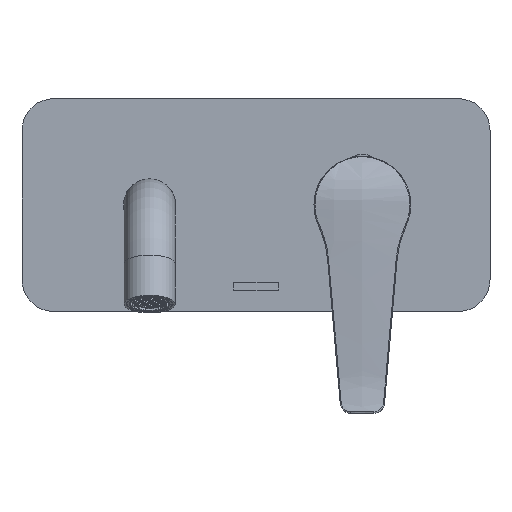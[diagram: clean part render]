
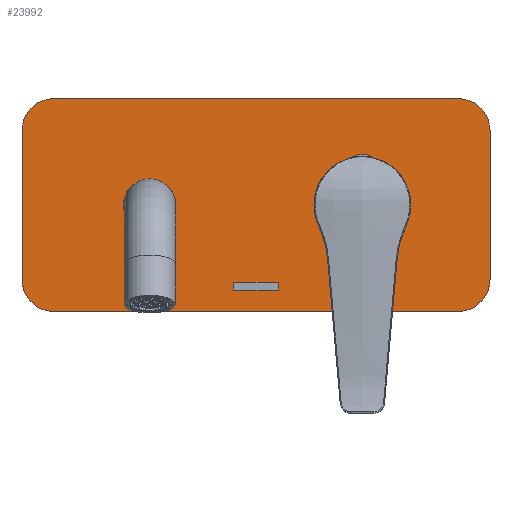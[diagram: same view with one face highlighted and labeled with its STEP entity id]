
A CAD part, top view. The second image highlights one B-rep face of the part: STEP entity #23992.
In plain terms, the highlighted planar face has unit normal (0, 0, 1).
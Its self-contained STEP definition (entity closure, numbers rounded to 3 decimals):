
#32 = VECTOR ( 'NONE', #9479, 1000. ) ;
#318 = CIRCLE ( 'NONE', #21881, 15. ) ;
#450 = LINE ( 'NONE', #22929, #33396 ) ;
#461 = ORIENTED_EDGE ( 'NONE', *, *, #12014, .T. ) ;
#1292 = DIRECTION ( 'NONE',  ( 0., 0., -1. ) ) ;
#1673 = CARTESIAN_POINT ( 'NONE',  ( 45., 35., 52. ) ) ;
#1703 = CARTESIAN_POINT ( 'NONE',  ( -60.5, -36.4, 52. ) ) ;
#1799 = DIRECTION ( 'NONE',  ( 0., 0., 1. ) ) ;
#3272 = LINE ( 'NONE', #36262, #10615 ) ;
#3370 = VERTEX_POINT ( 'NONE', #8672 ) ;
#3527 = EDGE_LOOP ( 'NONE', ( #24299 ) ) ;
#3654 = EDGE_CURVE ( 'NONE', #3370, #4961, #450, .T. ) ;
#4051 = EDGE_CURVE ( 'NONE', #30811, #4961, #37017, .T. ) ;
#4211 = DIRECTION ( 'NONE',  ( -1., 0., 0. ) ) ;
#4417 = AXIS2_PLACEMENT_3D ( 'NONE', #17051, #36959, #13854 ) ;
#4961 = VERTEX_POINT ( 'NONE', #15434 ) ;
#5564 = CIRCLE ( 'NONE', #32565, 15. ) ;
#5976 = CARTESIAN_POINT ( 'NONE',  ( -145., 35., 52. ) ) ;
#6496 = DIRECTION ( 'NONE',  ( 1., 0., 0. ) ) ;
#6615 = EDGE_CURVE ( 'NONE', #8166, #26996, #318, .T. ) ;
#6754 = DIRECTION ( 'NONE',  ( 0., 0., -1. ) ) ;
#6872 = DIRECTION ( 'NONE',  ( -1., 0., 0. ) ) ;
#7640 = CARTESIAN_POINT ( 'NONE',  ( -21.25, 0., 52. ) ) ;
#8074 = PLANE ( 'NONE',  #28016 ) ;
#8166 = VERTEX_POINT ( 'NONE', #30265 ) ;
#8220 = ORIENTED_EDGE ( 'NONE', *, *, #3654, .F. ) ;
#8441 = EDGE_CURVE ( 'NONE', #28710, #12224, #33608, .T. ) ;
#8469 = CARTESIAN_POINT ( 'NONE',  ( -60.5, -40., 52. ) ) ;
#8532 = ORIENTED_EDGE ( 'NONE', *, *, #6615, .T. ) ;
#8672 = CARTESIAN_POINT ( 'NONE',  ( 60., 35., 52. ) ) ;
#8874 = VECTOR ( 'NONE', #20027, 1000. ) ;
#9160 = FACE_BOUND ( 'NONE', #14865, .T. ) ;
#9203 = CARTESIAN_POINT ( 'NONE',  ( -160., 35., 52. ) ) ;
#9312 = CIRCLE ( 'NONE', #32813, 21.25 ) ;
#9479 = DIRECTION ( 'NONE',  ( 0., 1., 0. ) ) ;
#9943 = VERTEX_POINT ( 'NONE', #7640 ) ;
#10011 = VECTOR ( 'NONE', #35122, 1000. ) ;
#10080 = FACE_BOUND ( 'NONE', #3527, .T. ) ;
#10615 = VECTOR ( 'NONE', #32964, 1000. ) ;
#10755 = DIRECTION ( 'NONE',  ( 0., 0., -1. ) ) ;
#11014 = EDGE_LOOP ( 'NONE', ( #8220, #17707, #32652, #8532, #27837, #23797, #36971, #28075 ) ) ;
#11231 = EDGE_CURVE ( 'NONE', #11763, #11763, #26999, .T. ) ;
#11763 = VERTEX_POINT ( 'NONE', #16111 ) ;
#11795 = VERTEX_POINT ( 'NONE', #35699 ) ;
#11982 = CARTESIAN_POINT ( 'NONE',  ( -60.5, 0., 52. ) ) ;
#12014 = EDGE_CURVE ( 'NONE', #12224, #25676, #31516, .T. ) ;
#12224 = VERTEX_POINT ( 'NONE', #8469 ) ;
#13280 = VERTEX_POINT ( 'NONE', #34597 ) ;
#13318 = DIRECTION ( 'NONE',  ( 0., 0., 1. ) ) ;
#13488 = VERTEX_POINT ( 'NONE', #17572 ) ;
#13854 = DIRECTION ( 'NONE',  ( -1., 0., 0. ) ) ;
#14157 = CARTESIAN_POINT ( 'NONE',  ( -39.5, -40., 52. ) ) ;
#14282 = CIRCLE ( 'NONE', #23976, 15. ) ;
#14396 = EDGE_CURVE ( 'NONE', #25676, #13488, #30466, .T. ) ;
#14707 = DIRECTION ( 'NONE',  ( -1., 0., 0. ) ) ;
#14865 = EDGE_LOOP ( 'NONE', ( #25364 ) ) ;
#14884 = CARTESIAN_POINT ( 'NONE',  ( -160., 50., 52. ) ) ;
#15257 = CARTESIAN_POINT ( 'NONE',  ( -160., -50., 52. ) ) ;
#15434 = CARTESIAN_POINT ( 'NONE',  ( 60., -35., 52. ) ) ;
#15882 = CARTESIAN_POINT ( 'NONE',  ( 0., 0., 52. ) ) ;
#15928 = ORIENTED_EDGE ( 'NONE', *, *, #8441, .T. ) ;
#16111 = CARTESIAN_POINT ( 'NONE',  ( -112.3, 0., 52. ) ) ;
#16399 = DIRECTION ( 'NONE',  ( -1., 0., 0. ) ) ;
#16907 = EDGE_CURVE ( 'NONE', #13488, #28710, #3272, .T. ) ;
#17051 = CARTESIAN_POINT ( 'NONE',  ( 45., -35., 52. ) ) ;
#17572 = CARTESIAN_POINT ( 'NONE',  ( -39.5, -36.4, 52. ) ) ;
#17707 = ORIENTED_EDGE ( 'NONE', *, *, #19215, .T. ) ;
#17823 = VECTOR ( 'NONE', #24400, 1000. ) ;
#18367 = EDGE_CURVE ( 'NONE', #9943, #9943, #9312, .T. ) ;
#18825 = CARTESIAN_POINT ( 'NONE',  ( -145., -35., 52. ) ) ;
#19215 = EDGE_CURVE ( 'NONE', #3370, #36677, #5564, .T. ) ;
#19263 = EDGE_CURVE ( 'NONE', #13280, #11795, #14282, .T. ) ;
#19654 = LINE ( 'NONE', #21585, #17823 ) ;
#19893 = DIRECTION ( 'NONE',  ( 0., -1., 0. ) ) ;
#20027 = DIRECTION ( 'NONE',  ( -1., 0., 0. ) ) ;
#20602 = DIRECTION ( 'NONE',  ( 1., 0., 0. ) ) ;
#21585 = CARTESIAN_POINT ( 'NONE',  ( 60., -50., 52. ) ) ;
#21881 = AXIS2_PLACEMENT_3D ( 'NONE', #5976, #32201, #14707 ) ;
#22230 = VECTOR ( 'NONE', #6496, 1000. ) ;
#22238 = DIRECTION ( 'NONE',  ( -1., 0., 0. ) ) ;
#22256 = ORIENTED_EDGE ( 'NONE', *, *, #14396, .T. ) ;
#22471 = VECTOR ( 'NONE', #20602, 1000. ) ;
#22641 = EDGE_LOOP ( 'NONE', ( #15928, #461, #22256, #35115 ) ) ;
#22929 = CARTESIAN_POINT ( 'NONE',  ( 60., 50., 52. ) ) ;
#23797 = ORIENTED_EDGE ( 'NONE', *, *, #19263, .T. ) ;
#23976 = AXIS2_PLACEMENT_3D ( 'NONE', #18825, #1799, #22238 ) ;
#23992 = ADVANCED_FACE ( 'NONE', ( #34989, #9160, #10080, #36357 ), #8074, .F. ) ;
#24299 = ORIENTED_EDGE ( 'NONE', *, *, #18367, .T. ) ;
#24400 = DIRECTION ( 'NONE',  ( -1., 0., 0. ) ) ;
#24767 = CARTESIAN_POINT ( 'NONE',  ( -100., 0., 52. ) ) ;
#25364 = ORIENTED_EDGE ( 'NONE', *, *, #11231, .T. ) ;
#25676 = VERTEX_POINT ( 'NONE', #1703 ) ;
#26587 = LINE ( 'NONE', #14884, #22471 ) ;
#26996 = VERTEX_POINT ( 'NONE', #9203 ) ;
#26999 = CIRCLE ( 'NONE', #35438, 12.3 ) ;
#27177 = EDGE_CURVE ( 'NONE', #30811, #11795, #19654, .T. ) ;
#27837 = ORIENTED_EDGE ( 'NONE', *, *, #31870, .F. ) ;
#28016 = AXIS2_PLACEMENT_3D ( 'NONE', #15882, #1292, #4211 ) ;
#28075 = ORIENTED_EDGE ( 'NONE', *, *, #4051, .T. ) ;
#28710 = VERTEX_POINT ( 'NONE', #14157 ) ;
#30265 = CARTESIAN_POINT ( 'NONE',  ( -145., 50., 52. ) ) ;
#30466 = LINE ( 'NONE', #33092, #22230 ) ;
#30690 = CARTESIAN_POINT ( 'NONE',  ( 45., -50., 52. ) ) ;
#30811 = VERTEX_POINT ( 'NONE', #30690 ) ;
#31080 = DIRECTION ( 'NONE',  ( -1., 0., 0. ) ) ;
#31516 = LINE ( 'NONE', #11982, #10011 ) ;
#31672 = EDGE_CURVE ( 'NONE', #8166, #36677, #26587, .T. ) ;
#31870 = EDGE_CURVE ( 'NONE', #13280, #26996, #37099, .T. ) ;
#32201 = DIRECTION ( 'NONE',  ( 0., 0., 1. ) ) ;
#32565 = AXIS2_PLACEMENT_3D ( 'NONE', #1673, #13318, #16399 ) ;
#32652 = ORIENTED_EDGE ( 'NONE', *, *, #31672, .F. ) ;
#32813 = AXIS2_PLACEMENT_3D ( 'NONE', #37201, #10755, #31080 ) ;
#32964 = DIRECTION ( 'NONE',  ( 0., -1., 0. ) ) ;
#33092 = CARTESIAN_POINT ( 'NONE',  ( 0., -36.4, 52. ) ) ;
#33396 = VECTOR ( 'NONE', #19893, 1000. ) ;
#33608 = LINE ( 'NONE', #36883, #8874 ) ;
#34597 = CARTESIAN_POINT ( 'NONE',  ( -160., -35., 52. ) ) ;
#34989 = FACE_BOUND ( 'NONE', #22641, .T. ) ;
#35115 = ORIENTED_EDGE ( 'NONE', *, *, #16907, .T. ) ;
#35122 = DIRECTION ( 'NONE',  ( 0., 1., 0. ) ) ;
#35438 = AXIS2_PLACEMENT_3D ( 'NONE', #24767, #6754, #6872 ) ;
#35699 = CARTESIAN_POINT ( 'NONE',  ( -145., -50., 52. ) ) ;
#36262 = CARTESIAN_POINT ( 'NONE',  ( -39.5, 0., 52. ) ) ;
#36357 = FACE_OUTER_BOUND ( 'NONE', #11014, .T. ) ;
#36677 = VERTEX_POINT ( 'NONE', #37024 ) ;
#36883 = CARTESIAN_POINT ( 'NONE',  ( 0., -40., 52. ) ) ;
#36959 = DIRECTION ( 'NONE',  ( 0., 0., 1. ) ) ;
#36971 = ORIENTED_EDGE ( 'NONE', *, *, #27177, .F. ) ;
#37017 = CIRCLE ( 'NONE', #4417, 15. ) ;
#37024 = CARTESIAN_POINT ( 'NONE',  ( 45., 50., 52. ) ) ;
#37099 = LINE ( 'NONE', #15257, #32 ) ;
#37201 = CARTESIAN_POINT ( 'NONE',  ( 0., 0., 52. ) ) ;
